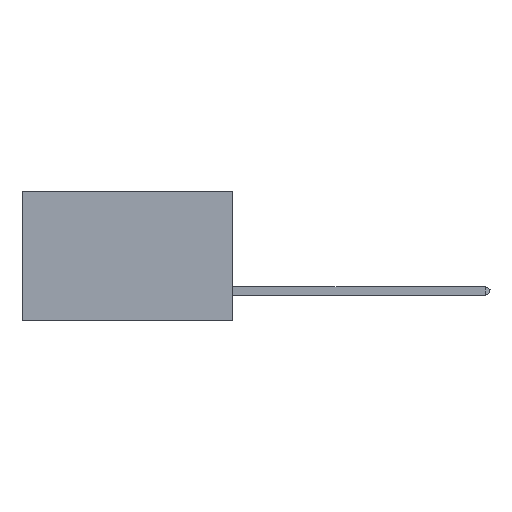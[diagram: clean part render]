
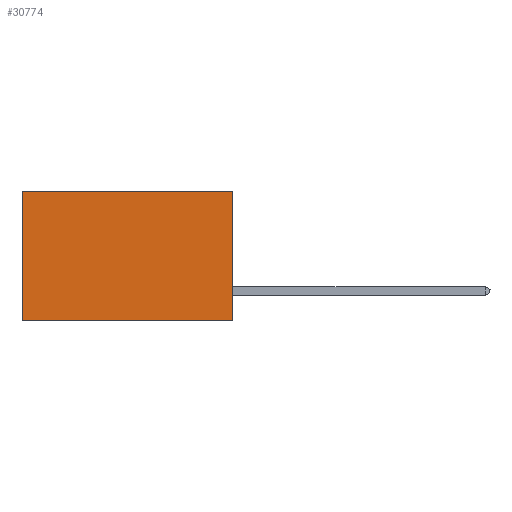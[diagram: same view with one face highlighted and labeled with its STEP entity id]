
A CAD part, left-side view. The second image highlights one B-rep face of the part: STEP entity #30774.
In plain terms, the highlighted planar face has unit normal (-1, 0, 0).
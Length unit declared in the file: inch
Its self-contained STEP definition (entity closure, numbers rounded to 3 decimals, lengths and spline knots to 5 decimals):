
#96 = EDGE_CURVE ( 'NONE', #25190, #31343, #19710, .T. ) ;
#1006 = LINE ( 'NONE', #5566, #21311 ) ;
#2526 = CARTESIAN_POINT ( 'NONE',  ( 0.2875, 0.6, -0.37 ) ) ;
#2701 = DIRECTION ( 'NONE',  ( 0., 0., -1. ) ) ;
#3176 = VECTOR ( 'NONE', #22422, 39.37008 ) ;
#3775 = VERTEX_POINT ( 'NONE', #2526 ) ;
#4718 = VECTOR ( 'NONE', #27389, 39.37008 ) ;
#5566 = CARTESIAN_POINT ( 'NONE',  ( 0.2875, 0., 0. ) ) ;
#7607 = ORIENTED_EDGE ( 'NONE', *, *, #26873, .F. ) ;
#8697 = VECTOR ( 'NONE', #23930, 39.37008 ) ;
#8998 = VERTEX_POINT ( 'NONE', #28354 ) ;
#10289 = CARTESIAN_POINT ( 'NONE',  ( 0.2875, 0.6, 0. ) ) ;
#10673 = CARTESIAN_POINT ( 'NONE',  ( 0.2875, 0., 0. ) ) ;
#10883 = DIRECTION ( 'NONE',  ( 0., 0., -1. ) ) ;
#14091 = CARTESIAN_POINT ( 'NONE',  ( 0.2875, 0., 0. ) ) ;
#17095 = CARTESIAN_POINT ( 'NONE',  ( 0.2875, 0., 0. ) ) ;
#17340 = CARTESIAN_POINT ( 'NONE',  ( 0.2875, 0., -0.37 ) ) ;
#17839 = EDGE_CURVE ( 'NONE', #8998, #3775, #18802, .T. ) ;
#18561 = PLANE ( 'NONE',  #23553 ) ;
#18802 = LINE ( 'NONE', #17340, #4718 ) ;
#19710 = LINE ( 'NONE', #17095, #3176 ) ;
#21311 = VECTOR ( 'NONE', #10883, 39.37008 ) ;
#22105 = ORIENTED_EDGE ( 'NONE', *, *, #17839, .F. ) ;
#22422 = DIRECTION ( 'NONE',  ( 0., 1., 0. ) ) ;
#23553 = AXIS2_PLACEMENT_3D ( 'NONE', #10673, #31497, #2701 ) ;
#23930 = DIRECTION ( 'NONE',  ( 0., 0., -1. ) ) ;
#25190 = VERTEX_POINT ( 'NONE', #14091 ) ;
#25464 = CARTESIAN_POINT ( 'NONE',  ( 0.2875, 0.6, 0. ) ) ;
#26156 = ORIENTED_EDGE ( 'NONE', *, *, #33915, .T. ) ;
#26873 = EDGE_CURVE ( 'NONE', #25190, #8998, #1006, .T. ) ;
#27378 = LINE ( 'NONE', #10289, #8697 ) ;
#27389 = DIRECTION ( 'NONE',  ( 0., 1., 0. ) ) ;
#27460 = ORIENTED_EDGE ( 'NONE', *, *, #96, .T. ) ;
#28354 = CARTESIAN_POINT ( 'NONE',  ( 0.2875, 0., -0.37 ) ) ;
#30774 = ADVANCED_FACE ( 'NONE', ( #32225 ), #18561, .F. ) ;
#31343 = VERTEX_POINT ( 'NONE', #25464 ) ;
#31385 = EDGE_LOOP ( 'NONE', ( #26156, #22105, #7607, #27460 ) ) ;
#31497 = DIRECTION ( 'NONE',  ( 1., 0., 0. ) ) ;
#32225 = FACE_OUTER_BOUND ( 'NONE', #31385, .T. ) ;
#33915 = EDGE_CURVE ( 'NONE', #31343, #3775, #27378, .T. ) ;
